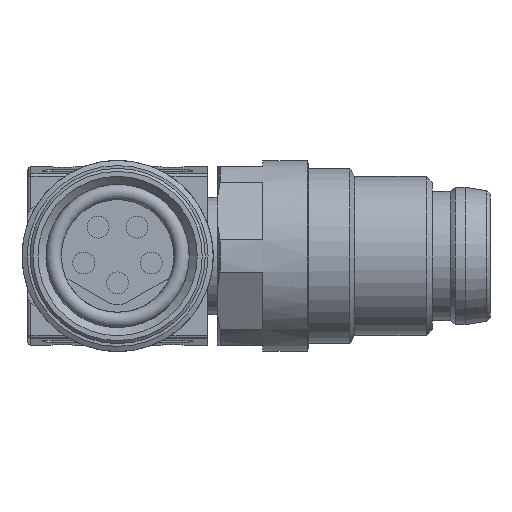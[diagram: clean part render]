
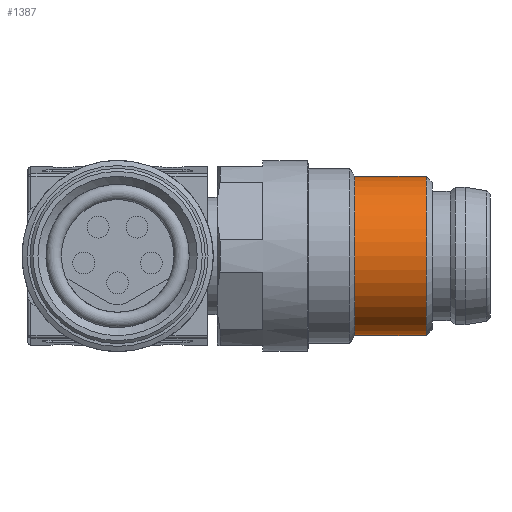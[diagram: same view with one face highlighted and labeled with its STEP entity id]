
A CAD part, front view. The second image highlights one B-rep face of the part: STEP entity #1387.
In plain terms, the highlighted cylindrical face has radius 4 mm (diameter 8 mm), a full revolution.
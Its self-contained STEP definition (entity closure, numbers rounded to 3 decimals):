
#1387=ADVANCED_FACE('',(#1860,#1861),#1717,.T.);
#1717=CYLINDRICAL_SURFACE('',#5569,4.);
#1860=FACE_BOUND('',#2030,.T.);
#1861=FACE_BOUND('',#2031,.T.);
#2030=EDGE_LOOP('',(#2458));
#2031=EDGE_LOOP('',(#2459));
#2458=ORIENTED_EDGE('',*,*,#4509,.F.);
#2459=ORIENTED_EDGE('',*,*,#4510,.T.);
#3982=VERTEX_POINT('',#7851);
#3983=VERTEX_POINT('',#7854);
#4509=EDGE_CURVE('',#3982,#3982,#5272,.T.);
#4510=EDGE_CURVE('',#3983,#3983,#5273,.T.);
#5272=CIRCLE('',#5566,4.);
#5273=CIRCLE('',#5568,4.);
#5566=AXIS2_PLACEMENT_3D('',#7850,#6217,#6218);
#5568=AXIS2_PLACEMENT_3D('',#7853,#6221,#6222);
#5569=AXIS2_PLACEMENT_3D('',#7855,#6223,#6224);
#6217=DIRECTION('',(-1.,0.,0.));
#6218=DIRECTION('',(0.,0.,-1.));
#6221=DIRECTION('',(-1.,0.,0.));
#6222=DIRECTION('',(0.,0.,-1.));
#6223=DIRECTION('',(-1.,0.,0.));
#6224=DIRECTION('',(0.,0.,1.));
#7850=CARTESIAN_POINT('',(61.9,96.9,43.8));
#7851=CARTESIAN_POINT('',(61.9,96.9,39.8));
#7853=CARTESIAN_POINT('',(65.5,96.9,43.8));
#7854=CARTESIAN_POINT('',(65.5,96.9,39.8));
#7855=CARTESIAN_POINT('',(55.3,96.9,43.8));
